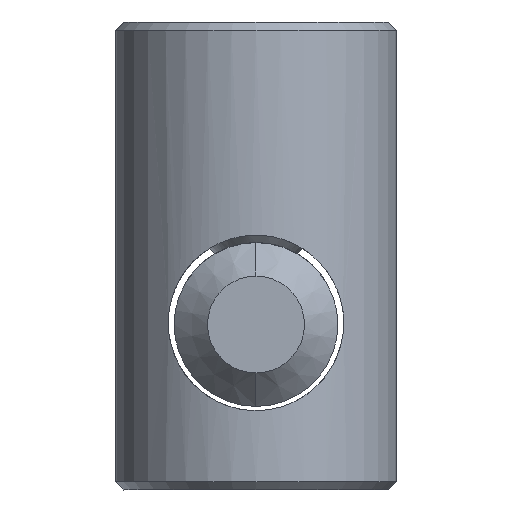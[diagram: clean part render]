
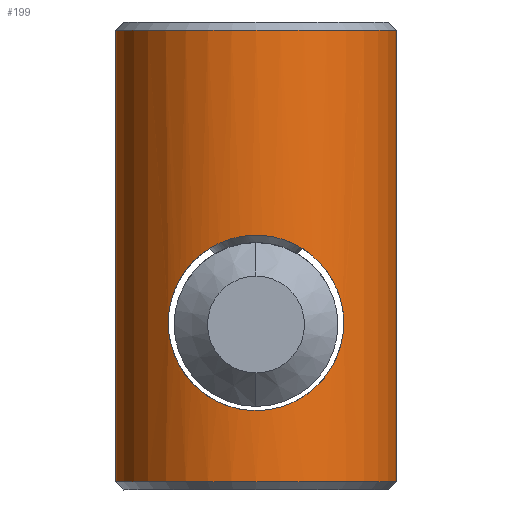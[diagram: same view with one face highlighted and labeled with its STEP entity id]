
A CAD part, left-side view. The second image highlights one B-rep face of the part: STEP entity #199.
In plain terms, the highlighted cylindrical face has radius 8.425 mm (diameter 16.85 mm), a partial arc.
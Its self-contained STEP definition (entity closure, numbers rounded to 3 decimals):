
#199=ADVANCED_FACE('',(#441,#442),#443,.T.);
#441=FACE_OUTER_BOUND('',#727,.T.);
#442=FACE_BOUND('',#728,.T.);
#443=CYLINDRICAL_SURFACE('',#729,8.425);
#727=EDGE_LOOP('',(#1245,#1246,#1247,#1248));
#728=EDGE_LOOP('',(#1249,#1250));
#729=AXIS2_PLACEMENT_3D('',#1251,#1252,#1253);
#1245=ORIENTED_EDGE('',*,*,#1742,.F.);
#1246=ORIENTED_EDGE('',*,*,#1781,.T.);
#1247=ORIENTED_EDGE('',*,*,#1744,.T.);
#1248=ORIENTED_EDGE('',*,*,#1785,.T.);
#1249=ORIENTED_EDGE('',*,*,#1755,.T.);
#1250=ORIENTED_EDGE('',*,*,#1783,.T.);
#1251=CARTESIAN_POINT('',(-22.5,0.,-9.9));
#1252=DIRECTION('',(0.,0.,1.0));
#1253=DIRECTION('',(0.,-1.0,0.));
#1742=EDGE_CURVE('',#2087,#2089,#2090,.T.);
#1744=EDGE_CURVE('',#2086,#2091,#2093,.T.);
#1755=EDGE_CURVE('',#2109,#2107,#2110,.F.);
#1781=EDGE_CURVE('',#2087,#2086,#2142,.T.);
#1783=EDGE_CURVE('',#2107,#2109,#2144,.F.);
#1785=EDGE_CURVE('',#2091,#2089,#2146,.T.);
#2086=VERTEX_POINT('',#3355);
#2087=VERTEX_POINT('',#3356);
#2089=VERTEX_POINT('',#3358);
#2090=LINE('',#3359,#3360);
#2091=VERTEX_POINT('',#3361);
#2093=LINE('',#3363,#3364);
#2107=VERTEX_POINT('',#3444);
#2109=VERTEX_POINT('',#3447);
#2110=B_SPLINE_CURVE_WITH_KNOTS('',3,(#3448,#3449,#3450,#3451,#3452,#3453,#3454,#3455,#3456,#3457,#3458,#3459,#3460,#3461,#3462,#3463,#3464,#3465,#3466,#3467,#3468,#3469,#3470,#3471,#3472,#3473,#3474,#3475,#3476,#3477,#3478,#3479,#3480,#3481,#3482,#3483,#3484,#3485,#3486,#3487,#3488,#3489,#3490),.UNSPECIFIED.,.F.,.F.,(4,2,2,2,2,2,2,2,2,2,2,2,2,2,2,2,2,2,3,2,4),(-18.426,-17.399,-16.372,-15.345,-14.317,-13.29,-12.263,-11.244,-10.224,-9.205,-8.186,-7.167,-6.147,-5.128,-4.109,-3.082,-2.054,-1.027,0.0,1.027,2.054),.UNSPECIFIED.);
#2142=CIRCLE('',#3591,8.425);
#2144=B_SPLINE_CURVE_WITH_KNOTS('',3,(#3593,#3594,#3595,#3596,#3597,#3598,#3599,#3600,#3601,#3602,#3603,#3604,#3605,#3606,#3607,#3608,#3609,#3610,#3611,#3612,#3613,#3614,#3615,#3616,#3617,#3618,#3619,#3620,#3621,#3622,#3623,#3624,#3625,#3626,#3627,#3628,#3629,#3630,#3631,#3632,#3633,#3634,#3635),.UNSPECIFIED.,.F.,.F.,(4,2,3,2,2,2,2,2,2,2,2,2,2,2,2,2,2,2,2,2,4),(-2.054,-1.027,0.0,1.027,2.054,3.082,4.109,5.128,6.147,7.167,8.186,9.205,10.224,11.244,12.263,13.29,14.317,15.345,16.372,17.399,18.426),.UNSPECIFIED.);
#2146=CIRCLE('',#3637,8.425);
#3355=CARTESIAN_POINT('',(-22.5,-8.425,-9.4));
#3356=CARTESIAN_POINT('',(-22.5,8.425,-9.4));
#3358=CARTESIAN_POINT('',(-22.5,8.425,17.6));
#3359=CARTESIAN_POINT('',(-22.5,8.425,-9.9));
#3360=VECTOR('',#4429,1000.0);
#3361=CARTESIAN_POINT('',(-22.5,-8.425,17.6));
#3363=CARTESIAN_POINT('',(-22.5,-8.425,-9.9));
#3364=VECTOR('',#4433,1000.0);
#3444=CARTESIAN_POINT('',(-29.089,5.25,0.1));
#3447=CARTESIAN_POINT('',(-29.089,-5.25,0.1));
#3448=CARTESIAN_POINT('',(-29.397,4.839,2.136));
#3449=CARTESIAN_POINT('',(-29.302,4.974,1.815));
#3450=CARTESIAN_POINT('',(-29.223,5.078,1.478));
#3451=CARTESIAN_POINT('',(-29.117,5.216,0.792));
#3452=CARTESIAN_POINT('',(-29.089,5.25,0.442));
#3453=CARTESIAN_POINT('',(-29.089,5.25,-0.242));
#3454=CARTESIAN_POINT('',(-29.117,5.216,-0.592));
#3455=CARTESIAN_POINT('',(-29.223,5.078,-1.278));
#3456=CARTESIAN_POINT('',(-29.302,4.974,-1.615));
#3457=CARTESIAN_POINT('',(-29.491,4.704,-2.257));
#3458=CARTESIAN_POINT('',(-29.602,4.538,-2.562));
#3459=CARTESIAN_POINT('',(-29.832,4.156,-3.126));
#3460=CARTESIAN_POINT('',(-29.951,3.941,-3.384));
#3461=CARTESIAN_POINT('',(-30.174,3.485,-3.839));
#3462=CARTESIAN_POINT('',(-30.288,3.228,-4.054));
#3463=CARTESIAN_POINT('',(-30.498,2.665,-4.436));
#3464=CARTESIAN_POINT('',(-30.595,2.358,-4.603));
#3465=CARTESIAN_POINT('',(-30.755,1.714,-4.875));
#3466=CARTESIAN_POINT('',(-30.819,1.375,-4.979));
#3467=CARTESIAN_POINT('',(-30.904,0.688,-5.116));
#3468=CARTESIAN_POINT('',(-30.925,0.34,-5.15));
#3469=CARTESIAN_POINT('',(-30.925,-0.34,-5.15));
#3470=CARTESIAN_POINT('',(-30.904,-0.688,-5.116));
#3471=CARTESIAN_POINT('',(-30.819,-1.375,-4.979));
#3472=CARTESIAN_POINT('',(-30.755,-1.714,-4.875));
#3473=CARTESIAN_POINT('',(-30.595,-2.358,-4.603));
#3474=CARTESIAN_POINT('',(-30.498,-2.665,-4.436));
#3475=CARTESIAN_POINT('',(-30.288,-3.228,-4.054));
#3476=CARTESIAN_POINT('',(-30.174,-3.485,-3.839));
#3477=CARTESIAN_POINT('',(-29.951,-3.941,-3.384));
#3478=CARTESIAN_POINT('',(-29.832,-4.156,-3.126));
#3479=CARTESIAN_POINT('',(-29.602,-4.538,-2.562));
#3480=CARTESIAN_POINT('',(-29.491,-4.704,-2.257));
#3481=CARTESIAN_POINT('',(-29.302,-4.974,-1.615));
#3482=CARTESIAN_POINT('',(-29.223,-5.078,-1.278));
#3483=CARTESIAN_POINT('',(-29.117,-5.216,-0.592));
#3484=CARTESIAN_POINT('',(-29.089,-5.25,-0.242));
#3485=CARTESIAN_POINT('',(-29.089,-5.25,0.1));
#3486=CARTESIAN_POINT('',(-29.089,-5.25,0.442));
#3487=CARTESIAN_POINT('',(-29.117,-5.216,0.792));
#3488=CARTESIAN_POINT('',(-29.223,-5.078,1.478));
#3489=CARTESIAN_POINT('',(-29.302,-4.974,1.815));
#3490=CARTESIAN_POINT('',(-29.397,-4.839,2.136));
#3591=AXIS2_PLACEMENT_3D('',#4473,#4474,#4475);
#3593=CARTESIAN_POINT('',(-29.397,-4.839,-1.936));
#3594=CARTESIAN_POINT('',(-29.302,-4.974,-1.615));
#3595=CARTESIAN_POINT('',(-29.223,-5.078,-1.278));
#3596=CARTESIAN_POINT('',(-29.117,-5.216,-0.592));
#3597=CARTESIAN_POINT('',(-29.089,-5.25,-0.242));
#3598=CARTESIAN_POINT('',(-29.089,-5.25,0.1));
#3599=CARTESIAN_POINT('',(-29.089,-5.25,0.442));
#3600=CARTESIAN_POINT('',(-29.117,-5.216,0.792));
#3601=CARTESIAN_POINT('',(-29.223,-5.078,1.478));
#3602=CARTESIAN_POINT('',(-29.302,-4.974,1.815));
#3603=CARTESIAN_POINT('',(-29.491,-4.704,2.457));
#3604=CARTESIAN_POINT('',(-29.602,-4.538,2.762));
#3605=CARTESIAN_POINT('',(-29.832,-4.156,3.326));
#3606=CARTESIAN_POINT('',(-29.951,-3.941,3.584));
#3607=CARTESIAN_POINT('',(-30.174,-3.485,4.039));
#3608=CARTESIAN_POINT('',(-30.288,-3.228,4.254));
#3609=CARTESIAN_POINT('',(-30.498,-2.665,4.636));
#3610=CARTESIAN_POINT('',(-30.595,-2.358,4.803));
#3611=CARTESIAN_POINT('',(-30.755,-1.714,5.075));
#3612=CARTESIAN_POINT('',(-30.819,-1.375,5.179));
#3613=CARTESIAN_POINT('',(-30.904,-0.688,5.316));
#3614=CARTESIAN_POINT('',(-30.925,-0.34,5.35));
#3615=CARTESIAN_POINT('',(-30.925,0.34,5.35));
#3616=CARTESIAN_POINT('',(-30.904,0.688,5.316));
#3617=CARTESIAN_POINT('',(-30.819,1.375,5.179));
#3618=CARTESIAN_POINT('',(-30.755,1.714,5.075));
#3619=CARTESIAN_POINT('',(-30.595,2.358,4.803));
#3620=CARTESIAN_POINT('',(-30.498,2.665,4.636));
#3621=CARTESIAN_POINT('',(-30.288,3.228,4.254));
#3622=CARTESIAN_POINT('',(-30.174,3.485,4.039));
#3623=CARTESIAN_POINT('',(-29.951,3.941,3.584));
#3624=CARTESIAN_POINT('',(-29.832,4.156,3.326));
#3625=CARTESIAN_POINT('',(-29.602,4.538,2.762));
#3626=CARTESIAN_POINT('',(-29.491,4.704,2.457));
#3627=CARTESIAN_POINT('',(-29.302,4.974,1.815));
#3628=CARTESIAN_POINT('',(-29.223,5.078,1.478));
#3629=CARTESIAN_POINT('',(-29.117,5.216,0.792));
#3630=CARTESIAN_POINT('',(-29.089,5.25,0.442));
#3631=CARTESIAN_POINT('',(-29.089,5.25,-0.242));
#3632=CARTESIAN_POINT('',(-29.117,5.216,-0.592));
#3633=CARTESIAN_POINT('',(-29.223,5.078,-1.278));
#3634=CARTESIAN_POINT('',(-29.302,4.974,-1.615));
#3635=CARTESIAN_POINT('',(-29.397,4.839,-1.936));
#3637=AXIS2_PLACEMENT_3D('',#4476,#4477,#4478);
#4429=DIRECTION('',(0.,0.,1.0));
#4433=DIRECTION('',(0.,0.,1.0));
#4473=CARTESIAN_POINT('',(-22.5,0.,-9.4));
#4474=DIRECTION('',(0.,0.,1.0));
#4475=DIRECTION('',(0.,-1.0,0.));
#4476=CARTESIAN_POINT('',(-22.5,0.,17.6));
#4477=DIRECTION('',(0.,0.,-1.0));
#4478=DIRECTION('',(0.,-1.0,0.));
